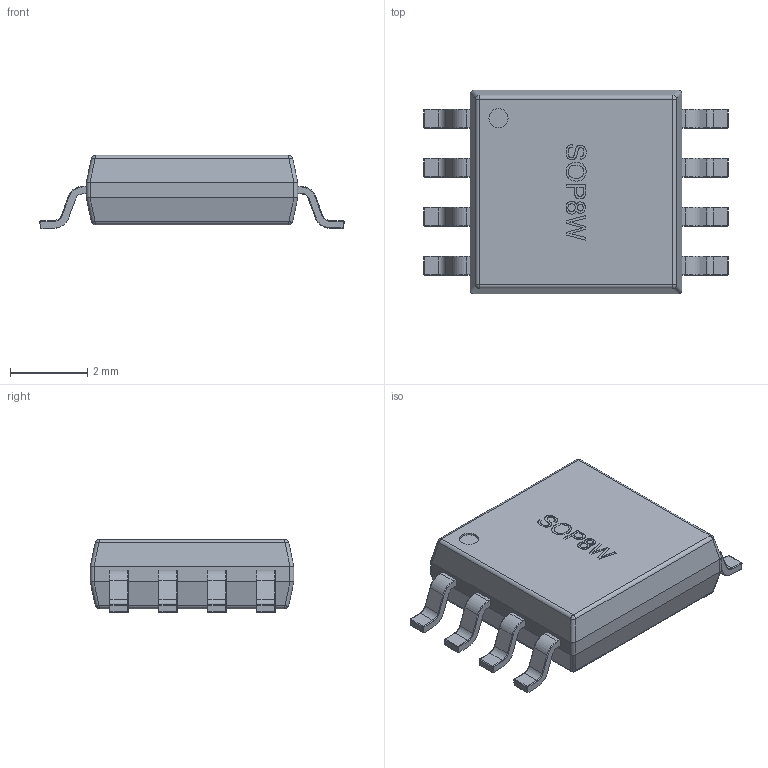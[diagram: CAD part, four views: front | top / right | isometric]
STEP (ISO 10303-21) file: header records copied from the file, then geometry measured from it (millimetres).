
FILE_DESCRIPTION (( 'STEP AP214' ), '1' );
FILE_NAME ('SOP8W-.STEP', '2017-09-05T06:31:12', ( 'Roy' ), ( 'Microsoft' ), 'SwSTEP 2.0', 'SolidWorks 2014', '' );
FILE_SCHEMA (( 'AUTOMOTIVE_DESIGN' ));
Length unit declared in the file: millimetre
Products named in the file (5): SOP8W; Designator200; SOP8W_呿极; SOP8W-; 綠僅1.8_腔竘褐_6
Assembly tree (11 placements, depth 4):
  SOP8W-
    Designator200
      SOP8W
        SOP8W_呿极
        綠僅1.8_腔竘褐_6  x8
Bounding box: 7.89 x 5.28 x 1.9 mm (x, y, z)
Volume: 51.2 mm3; surface area: 109.4 mm2
Topology: 9 solids, 9 shells, 428 faces, 1024 edges, 584 vertices
Faces by surface type: cylinder 166, plane 132, bspline 130
Entity records: 9340 total; most frequent: CARTESIAN_POINT 3966, ORIENTED_EDGE 792, DIRECTION 578, EDGE_CURVE 396, VERTEX_POINT 248, LINE 218, VECTOR 218, AXIS2_PLACEMENT_3D 180
